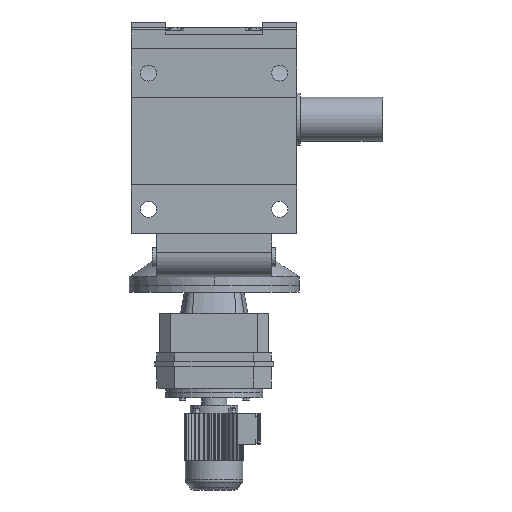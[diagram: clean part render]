
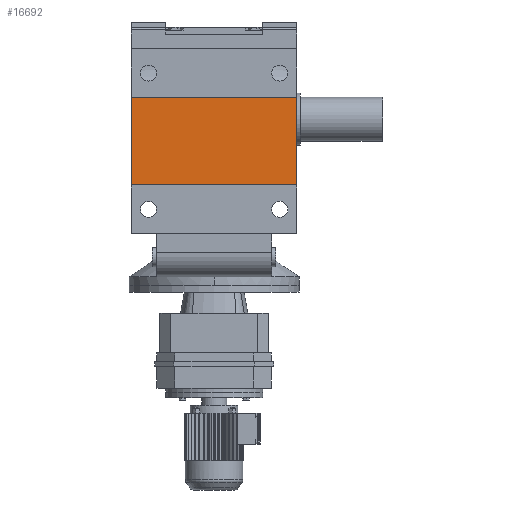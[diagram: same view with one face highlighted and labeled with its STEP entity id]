
A CAD part, front view. The second image highlights one B-rep face of the part: STEP entity #16692.
In plain terms, the highlighted planar face has unit normal (0, -1, 0).
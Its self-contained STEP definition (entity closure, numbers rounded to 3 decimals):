
#2881 = PLANE('',#2882);
#2882 = AXIS2_PLACEMENT_3D('',#2883,#2884,#2885);
#2883 = CARTESIAN_POINT('',(-170.,-258.975,155.));
#2884 = DIRECTION('',(1.,0.,0.));
#2885 = DIRECTION('',(0.,0.,-1.));
#2984 = PLANE('',#2985);
#2985 = AXIS2_PLACEMENT_3D('',#2986,#2987,#2988);
#2986 = CARTESIAN_POINT('',(170.,-258.975,155.));
#2987 = DIRECTION('',(1.,0.,0.));
#2988 = DIRECTION('',(0.,0.,-1.));
#8647 = VERTEX_POINT('',#8648);
#8648 = CARTESIAN_POINT('',(-170.,-303.975,-135.));
#8662 = PLANE('',#8663);
#8663 = AXIS2_PLACEMENT_3D('',#8664,#8665,#8666);
#8664 = CARTESIAN_POINT('',(170.,-303.975,-135.));
#8665 = DIRECTION('',(0.,0.,-1.));
#8666 = DIRECTION('',(-1.,0.,0.));
#8674 = EDGE_CURVE('',#8675,#8647,#8677,.T.);
#8675 = VERTEX_POINT('',#8676);
#8676 = CARTESIAN_POINT('',(-170.,-303.975,45.));
#8677 = SURFACE_CURVE('',#8678,(#8682,#8689),.PCURVE_S1.);
#8678 = LINE('',#8679,#8680);
#8679 = CARTESIAN_POINT('',(-170.,-303.975,45.));
#8680 = VECTOR('',#8681,1.);
#8681 = DIRECTION('',(0.,0.,-1.));
#8682 = PCURVE('',#2881,#8683);
#8683 = DEFINITIONAL_REPRESENTATION('',(#8684),#8688);
#8684 = LINE('',#8685,#8686);
#8685 = CARTESIAN_POINT('',(110.,-45.));
#8686 = VECTOR('',#8687,1.);
#8687 = DIRECTION('',(1.,0.));
#8688 = ( GEOMETRIC_REPRESENTATION_CONTEXT(2) 
PARAMETRIC_REPRESENTATION_CONTEXT() REPRESENTATION_CONTEXT('2D SPACE',''
  ) );
#8689 = PCURVE('',#8690,#8695);
#8690 = PLANE('',#8691);
#8691 = AXIS2_PLACEMENT_3D('',#8692,#8693,#8694);
#8692 = CARTESIAN_POINT('',(118.5,-303.975,160.));
#8693 = DIRECTION('',(0.,1.,0.));
#8694 = DIRECTION('',(0.,0.,1.));
#8695 = DEFINITIONAL_REPRESENTATION('',(#8696),#8700);
#8696 = LINE('',#8697,#8698);
#8697 = CARTESIAN_POINT('',(-115.,-288.5));
#8698 = VECTOR('',#8699,1.);
#8699 = DIRECTION('',(-1.,0.));
#8700 = ( GEOMETRIC_REPRESENTATION_CONTEXT(2) 
PARAMETRIC_REPRESENTATION_CONTEXT() REPRESENTATION_CONTEXT('2D SPACE',''
  ) );
#8718 = PLANE('',#8719);
#8719 = AXIS2_PLACEMENT_3D('',#8720,#8721,#8722);
#8720 = CARTESIAN_POINT('',(170.,-303.975,45.));
#8721 = DIRECTION('',(0.,0.,1.));
#8722 = DIRECTION('',(1.,0.,0.));
#9249 = VERTEX_POINT('',#9250);
#9250 = CARTESIAN_POINT('',(170.,-303.975,45.));
#9271 = EDGE_CURVE('',#9249,#9272,#9274,.T.);
#9272 = VERTEX_POINT('',#9273);
#9273 = CARTESIAN_POINT('',(170.,-303.975,-135.));
#9274 = SURFACE_CURVE('',#9275,(#9279,#9286),.PCURVE_S1.);
#9275 = LINE('',#9276,#9277);
#9276 = CARTESIAN_POINT('',(170.,-303.975,45.));
#9277 = VECTOR('',#9278,1.);
#9278 = DIRECTION('',(0.,0.,-1.));
#9279 = PCURVE('',#2984,#9280);
#9280 = DEFINITIONAL_REPRESENTATION('',(#9281),#9285);
#9281 = LINE('',#9282,#9283);
#9282 = CARTESIAN_POINT('',(110.,-45.));
#9283 = VECTOR('',#9284,1.);
#9284 = DIRECTION('',(1.,0.));
#9285 = ( GEOMETRIC_REPRESENTATION_CONTEXT(2) 
PARAMETRIC_REPRESENTATION_CONTEXT() REPRESENTATION_CONTEXT('2D SPACE',''
  ) );
#9286 = PCURVE('',#8690,#9287);
#9287 = DEFINITIONAL_REPRESENTATION('',(#9288),#9292);
#9288 = LINE('',#9289,#9290);
#9289 = CARTESIAN_POINT('',(-115.,51.5));
#9290 = VECTOR('',#9291,1.);
#9291 = DIRECTION('',(-1.,0.));
#9292 = ( GEOMETRIC_REPRESENTATION_CONTEXT(2) 
PARAMETRIC_REPRESENTATION_CONTEXT() REPRESENTATION_CONTEXT('2D SPACE',''
  ) );
#16692 = ADVANCED_FACE('',(#16693),#8690,.F.);
#16693 = FACE_BOUND('',#16694,.T.);
#16694 = EDGE_LOOP('',(#16695,#16716,#16717,#16738));
#16695 = ORIENTED_EDGE('',*,*,#16696,.T.);
#16696 = EDGE_CURVE('',#9249,#8675,#16697,.T.);
#16697 = SURFACE_CURVE('',#16698,(#16702,#16709),.PCURVE_S1.);
#16698 = LINE('',#16699,#16700);
#16699 = CARTESIAN_POINT('',(170.,-303.975,45.));
#16700 = VECTOR('',#16701,1.);
#16701 = DIRECTION('',(-1.,0.,0.));
#16702 = PCURVE('',#8690,#16703);
#16703 = DEFINITIONAL_REPRESENTATION('',(#16704),#16708);
#16704 = LINE('',#16705,#16706);
#16705 = CARTESIAN_POINT('',(-115.,51.5));
#16706 = VECTOR('',#16707,1.);
#16707 = DIRECTION('',(0.,-1.));
#16708 = ( GEOMETRIC_REPRESENTATION_CONTEXT(2) 
PARAMETRIC_REPRESENTATION_CONTEXT() REPRESENTATION_CONTEXT('2D SPACE',''
  ) );
#16709 = PCURVE('',#8718,#16710);
#16710 = DEFINITIONAL_REPRESENTATION('',(#16711),#16715);
#16711 = LINE('',#16712,#16713);
#16712 = CARTESIAN_POINT('',(0.,0.));
#16713 = VECTOR('',#16714,1.);
#16714 = DIRECTION('',(-1.,0.));
#16715 = ( GEOMETRIC_REPRESENTATION_CONTEXT(2) 
PARAMETRIC_REPRESENTATION_CONTEXT() REPRESENTATION_CONTEXT('2D SPACE',''
  ) );
#16716 = ORIENTED_EDGE('',*,*,#8674,.T.);
#16717 = ORIENTED_EDGE('',*,*,#16718,.F.);
#16718 = EDGE_CURVE('',#9272,#8647,#16719,.T.);
#16719 = SURFACE_CURVE('',#16720,(#16724,#16731),.PCURVE_S1.);
#16720 = LINE('',#16721,#16722);
#16721 = CARTESIAN_POINT('',(170.,-303.975,-135.));
#16722 = VECTOR('',#16723,1.);
#16723 = DIRECTION('',(-1.,0.,0.));
#16724 = PCURVE('',#8690,#16725);
#16725 = DEFINITIONAL_REPRESENTATION('',(#16726),#16730);
#16726 = LINE('',#16727,#16728);
#16727 = CARTESIAN_POINT('',(-295.,51.5));
#16728 = VECTOR('',#16729,1.);
#16729 = DIRECTION('',(0.,-1.));
#16730 = ( GEOMETRIC_REPRESENTATION_CONTEXT(2) 
PARAMETRIC_REPRESENTATION_CONTEXT() REPRESENTATION_CONTEXT('2D SPACE',''
  ) );
#16731 = PCURVE('',#8662,#16732);
#16732 = DEFINITIONAL_REPRESENTATION('',(#16733),#16737);
#16733 = LINE('',#16734,#16735);
#16734 = CARTESIAN_POINT('',(0.,0.));
#16735 = VECTOR('',#16736,1.);
#16736 = DIRECTION('',(1.,0.));
#16737 = ( GEOMETRIC_REPRESENTATION_CONTEXT(2) 
PARAMETRIC_REPRESENTATION_CONTEXT() REPRESENTATION_CONTEXT('2D SPACE',''
  ) );
#16738 = ORIENTED_EDGE('',*,*,#9271,.F.);
